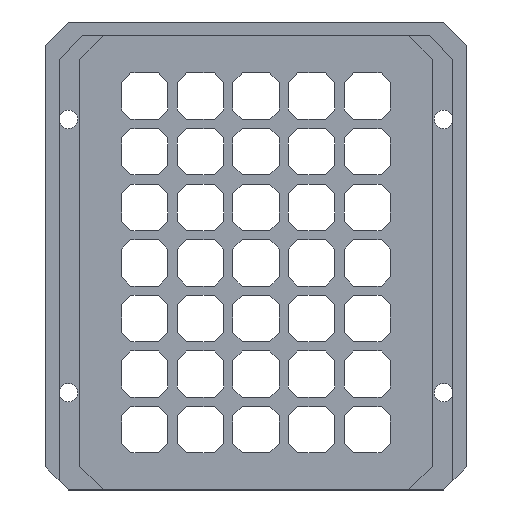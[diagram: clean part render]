
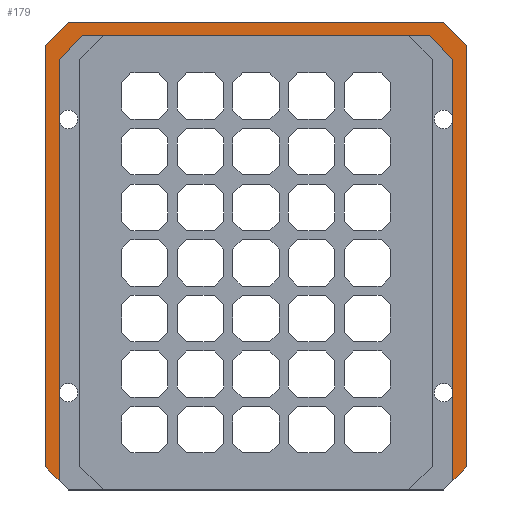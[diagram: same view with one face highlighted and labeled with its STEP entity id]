
A CAD part, top view. The second image highlights one B-rep face of the part: STEP entity #179.
In plain terms, the highlighted planar face has unit normal (0, 0, 1).
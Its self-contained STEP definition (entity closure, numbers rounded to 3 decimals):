
#179=ADVANCED_FACE('',(#619),#621,.T.);
#619=FACE_BOUND('',#620,.T.);
#620=EDGE_LOOP('',(#2970,#2971,#2972,#2973,#2974,#2975,#2976,#2977,#2978,#2979,#2980,
#2981));
#621=PLANE('',#622);
#622=AXIS2_PLACEMENT_3D('',#623,#624,#625);
#623=CARTESIAN_POINT('',(0.,0.,3.));
#624=DIRECTION('',(0.,0.,1.));
#625=DIRECTION('',(-1.,0.,0.));
#2970=ORIENTED_EDGE('',*,*,#4828,.F.);
#2971=ORIENTED_EDGE('',*,*,#4815,.T.);
#2972=ORIENTED_EDGE('',*,*,#4829,.F.);
#2973=ORIENTED_EDGE('',*,*,#4823,.T.);
#2974=ORIENTED_EDGE('',*,*,#4830,.F.);
#2975=ORIENTED_EDGE('',*,*,#4821,.T.);
#2976=ORIENTED_EDGE('',*,*,#4831,.F.);
#2977=ORIENTED_EDGE('',*,*,#4827,.T.);
#2978=ORIENTED_EDGE('',*,*,#4832,.F.);
#2979=ORIENTED_EDGE('',*,*,#4809,.T.);
#2980=ORIENTED_EDGE('',*,*,#4833,.F.);
#2981=ORIENTED_EDGE('',*,*,#4817,.T.);
#4809=EDGE_CURVE('',#5796,#5794,#5797,.T.);
#4815=EDGE_CURVE('',#5801,#5803,#5805,.T.);
#4817=EDGE_CURVE('',#5808,#5806,#5809,.T.);
#4821=EDGE_CURVE('',#5811,#5813,#5815,.T.);
#4823=EDGE_CURVE('',#5818,#5816,#5819,.T.);
#4827=EDGE_CURVE('',#5821,#5823,#5825,.T.);
#4828=EDGE_CURVE('',#5801,#5806,#5826,.F.);
#4829=EDGE_CURVE('',#5818,#5803,#5827,.F.);
#4830=EDGE_CURVE('',#5811,#5816,#5828,.F.);
#4831=EDGE_CURVE('',#5821,#5813,#5829,.F.);
#4832=EDGE_CURVE('',#5796,#5823,#5830,.F.);
#4833=EDGE_CURVE('',#5808,#5794,#5831,.F.);
#5794=VERTEX_POINT('',#7486);
#5796=VERTEX_POINT('',#7490);
#5797=LINE('',#7491,#7492);
#5801=VERTEX_POINT('',#7503);
#5803=VERTEX_POINT('',#7507);
#5805=LINE('',#7511,#7512);
#5806=VERTEX_POINT('',#7514);
#5808=VERTEX_POINT('',#7518);
#5809=LINE('',#7519,#7520);
#5811=VERTEX_POINT('',#7525);
#5813=VERTEX_POINT('',#7529);
#5815=LINE('',#7533,#7534);
#5816=VERTEX_POINT('',#7536);
#5818=VERTEX_POINT('',#7540);
#5819=LINE('',#7541,#7542);
#5821=VERTEX_POINT('',#7547);
#5823=VERTEX_POINT('',#7551);
#5825=LINE('',#7555,#7556);
#5826=LINE('',#7558,#7559);
#5827=LINE('',#7561,#7562);
#5828=LINE('',#7564,#7565);
#5829=LINE('',#7567,#7568);
#5830=LINE('',#7570,#7571);
#5831=LINE('',#7573,#7574);
#7486=CARTESIAN_POINT('',(-42.5,42.5,3.));
#7490=CARTESIAN_POINT('',(-42.5,-48.5,3.));
#7491=CARTESIAN_POINT('',(-42.5,-48.5,3.));
#7492=VECTOR('',#7493,1.);
#7493=DIRECTION('',(0.,1.,0.));
#7503=CARTESIAN_POINT('',(42.5,42.5,3.));
#7507=CARTESIAN_POINT('',(42.5,-48.5,3.));
#7511=CARTESIAN_POINT('',(42.5,42.5,3.));
#7512=VECTOR('',#7513,1.);
#7513=DIRECTION('',(0.,-1.,0.));
#7514=CARTESIAN_POINT('',(37.5,47.5,3.));
#7518=CARTESIAN_POINT('',(-37.5,47.5,3.));
#7519=CARTESIAN_POINT('',(-37.5,47.5,3.));
#7520=VECTOR('',#7521,1.);
#7521=DIRECTION('',(1.,0.,0.));
#7525=CARTESIAN_POINT('',(40.5,50.5,3.));
#7529=CARTESIAN_POINT('',(-40.5,50.5,3.));
#7533=CARTESIAN_POINT('',(40.5,50.5,3.));
#7534=VECTOR('',#7535,1.);
#7535=DIRECTION('',(-1.,0.,0.));
#7536=CARTESIAN_POINT('',(45.5,45.5,3.));
#7540=CARTESIAN_POINT('',(45.5,-45.5,3.));
#7541=CARTESIAN_POINT('',(45.5,-45.5,3.));
#7542=VECTOR('',#7543,1.);
#7543=DIRECTION('',(0.,1.,0.));
#7547=CARTESIAN_POINT('',(-45.5,45.5,3.));
#7551=CARTESIAN_POINT('',(-45.5,-45.5,3.));
#7555=CARTESIAN_POINT('',(-45.5,45.5,3.));
#7556=VECTOR('',#7557,1.);
#7557=DIRECTION('',(0.,-1.,0.));
#7558=CARTESIAN_POINT('',(37.5,47.5,3.));
#7559=VECTOR('',#7560,1.);
#7560=DIRECTION('',(0.707,-0.707,0.));
#7561=CARTESIAN_POINT('',(42.5,-48.5,3.));
#7562=VECTOR('',#7563,1.);
#7563=DIRECTION('',(0.707,0.707,0.));
#7564=CARTESIAN_POINT('',(45.5,45.5,3.));
#7565=VECTOR('',#7566,1.);
#7566=DIRECTION('',(-0.707,0.707,0.));
#7567=CARTESIAN_POINT('',(-40.5,50.5,3.));
#7568=VECTOR('',#7569,1.);
#7569=DIRECTION('',(-0.707,-0.707,0.));
#7570=CARTESIAN_POINT('',(-45.5,-45.5,3.));
#7571=VECTOR('',#7572,1.);
#7572=DIRECTION('',(0.707,-0.707,0.));
#7573=CARTESIAN_POINT('',(-42.5,42.5,3.));
#7574=VECTOR('',#7575,1.);
#7575=DIRECTION('',(0.707,0.707,0.));
